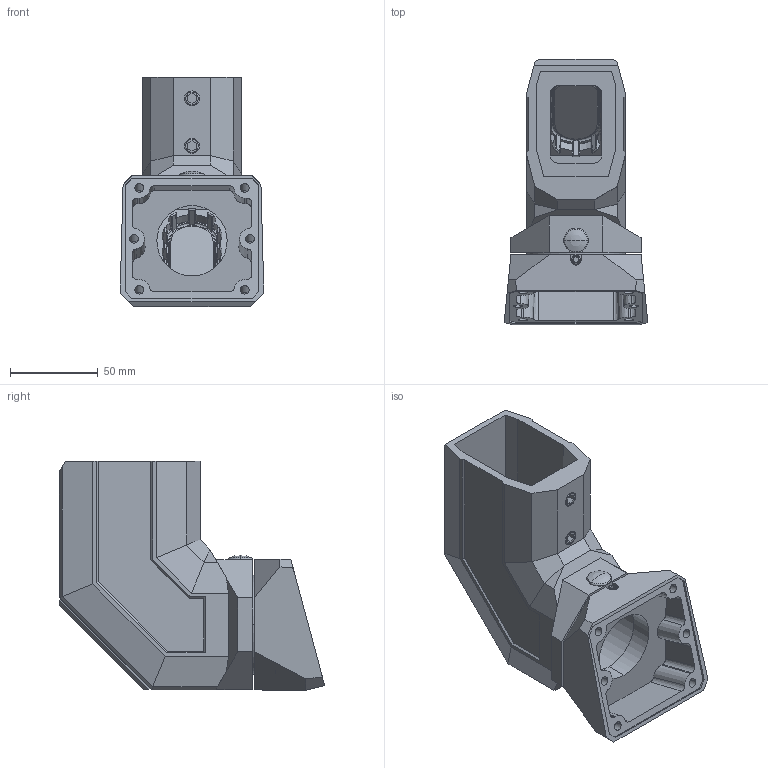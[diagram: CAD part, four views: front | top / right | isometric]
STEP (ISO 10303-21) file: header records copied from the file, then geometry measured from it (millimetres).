
FILE_DESCRIPTION((''),'2;1');
FILE_NAME('WINKEL-N-KUPPL-15GR_ASM','2010-07-27T',('M.Fehring'),(''),'PRO/ENGINEER BY PARAMETRIC TECHNOLOGY CORPORATION, 2005070','PRO/ENGINEER BY PARAMETRIC TECHNOLOGY CORPORATION, 2005070','');
FILE_SCHEMA(('AUTOMOTIVE_DESIGN_CC2 { 1 2 10303 214 -1 1 5 2 }'));
Length unit declared in the file: millimetre
Products named in the file (9): WINKELK-OBERT_CS-2000SL; LAGER; KUPPLUNG_UNTERT_15_GR; GEWINDESTIFTM5X8; ABDECKKAPPE_; STOPFEN; GEWINDESTIFTM10X12; ABDECKUNG_1; WINKEL-N-KUPPL-15GR_ASM
Assembly tree (9 placements, depth 2):
  WINKEL-N-KUPPL-15GR_ASM
    WINKELK-OBERT_CS-2000SL
    LAGER
    KUPPLUNG_UNTERT_15_GR
    GEWINDESTIFTM5X8
    ABDECKKAPPE_
    STOPFEN
    GEWINDESTIFTM10X12  x2
    ABDECKUNG_1
Bounding box: 81.74 x 150.89 x 130.49 mm (x, y, z)
Volume: 305460 mm3; surface area: 109190.7 mm2
Topology: 9 solids, 9 shells, 613 faces, 1545 edges, 958 vertices
Faces by surface type: plane 355, cylinder 116, cone 68, bspline 42, torus 20, sphere 12
Entity records: 24762 total; most frequent: CARTESIAN_POINT 6032, ORIENTED_EDGE 2998, DIRECTION 2877, EDGE_CURVE 1499, PRESENTATION_STYLE_ASSIGNMENT 1441, STYLED_ITEM 1441, CURVE_STYLE 1435, AXIS2_PLACEMENT_3D 960
